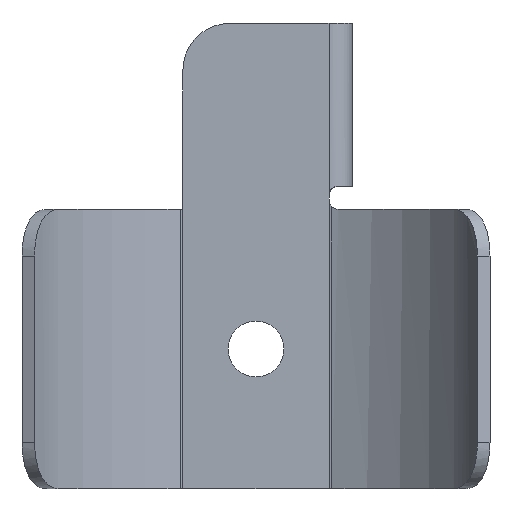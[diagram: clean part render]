
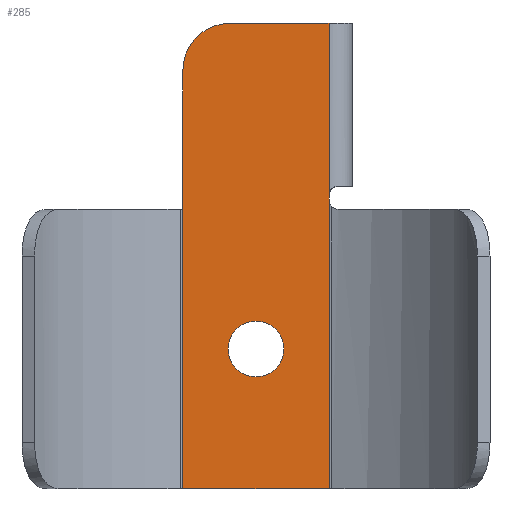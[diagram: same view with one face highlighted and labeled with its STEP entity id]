
A CAD part, front view. The second image highlights one B-rep face of the part: STEP entity #285.
In plain terms, the highlighted planar face has unit normal (0, -1, 0).
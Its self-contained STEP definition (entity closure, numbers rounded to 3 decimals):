
#119 = EDGE_CURVE ( 'NONE', #241, #272, #652, .T. ) ;
#143 = EDGE_CURVE ( 'NONE', #277, #300, #590, .T. ) ;
#155 = EDGE_LOOP ( 'NONE', ( #299, #303, #306, #301, #222, #232, #305, #223 ) ) ;
#185 = EDGE_CURVE ( 'NONE', #287, #288, #804, .T. ) ;
#186 = EDGE_CURVE ( 'NONE', #203, #272, #806, .T. ) ;
#187 = EDGE_CURVE ( 'NONE', #302, #277, #946, .T. ) ;
#203 = VERTEX_POINT ( 'NONE', #1060 ) ;
#222 = ORIENTED_EDGE ( 'NONE', *, *, #119, .F. ) ;
#223 = ORIENTED_EDGE ( 'NONE', *, *, #187, .F. ) ;
#224 = EDGE_CURVE ( 'NONE', #287, #302, #961, .T. ) ;
#226 = EDGE_LOOP ( 'NONE', ( #286, #231 ) ) ;
#230 = EDGE_CURVE ( 'NONE', #330, #329, #1042, .T. ) ;
#231 = ORIENTED_EDGE ( 'NONE', *, *, #230, .F. ) ;
#232 = ORIENTED_EDGE ( 'NONE', *, *, #315, .F. ) ;
#241 = VERTEX_POINT ( 'NONE', #1035 ) ;
#262 = EDGE_CURVE ( 'NONE', #329, #330, #1052, .T. ) ;
#272 = VERTEX_POINT ( 'NONE', #1134 ) ;
#277 = VERTEX_POINT ( 'NONE', #1135 ) ;
#285 = ADVANCED_FACE ( 'NONE', ( #1089, #1077 ), #1079, .T. ) ;
#286 = ORIENTED_EDGE ( 'NONE', *, *, #262, .F. ) ;
#287 = VERTEX_POINT ( 'NONE', #1067 ) ;
#288 = VERTEX_POINT ( 'NONE', #1129 ) ;
#299 = ORIENTED_EDGE ( 'NONE', *, *, #224, .F. ) ;
#300 = VERTEX_POINT ( 'NONE', #1081 ) ;
#301 = ORIENTED_EDGE ( 'NONE', *, *, #186, .T. ) ;
#302 = VERTEX_POINT ( 'NONE', #1013 ) ;
#303 = ORIENTED_EDGE ( 'NONE', *, *, #185, .T. ) ;
#304 = EDGE_CURVE ( 'NONE', #288, #203, #1096, .T. ) ;
#305 = ORIENTED_EDGE ( 'NONE', *, *, #143, .F. ) ;
#306 = ORIENTED_EDGE ( 'NONE', *, *, #304, .T. ) ;
#315 = EDGE_CURVE ( 'NONE', #300, #241, #1229, .T. ) ;
#329 = VERTEX_POINT ( 'NONE', #1257 ) ;
#330 = VERTEX_POINT ( 'NONE', #1236 ) ;
#533 = CARTESIAN_POINT ( 'NONE',  ( -16.008, 50., 0. ) ) ;
#587 = DIRECTION ( 'NONE',  ( 0., 0., -1. ) ) ;
#588 = VECTOR ( 'NONE', #587, 1000. ) ;
#589 = CARTESIAN_POINT ( 'NONE',  ( 15.692, 50., 100. ) ) ;
#590 = LINE ( 'NONE', #589, #588 ) ;
#650 = DIRECTION ( 'NONE',  ( -1., 0., 0. ) ) ;
#651 = VECTOR ( 'NONE', #650, 1000. ) ;
#652 = LINE ( 'NONE', #533, #651 ) ;
#804 = CIRCLE ( 'NONE', #904, 10. ) ;
#806 = LINE ( 'NONE', #950, #949 ) ;
#900 = CARTESIAN_POINT ( 'NONE',  ( -5.692, 50., 90. ) ) ;
#901 = CARTESIAN_POINT ( 'NONE',  ( 15.692, 50., 100. ) ) ;
#904 = AXIS2_PLACEMENT_3D ( 'NONE', #900, #908, #952 ) ;
#908 = DIRECTION ( 'NONE',  ( 0., -1., 0. ) ) ;
#944 = DIRECTION ( 'NONE',  ( 0., 0., -1. ) ) ;
#945 = VECTOR ( 'NONE', #944, 1000. ) ;
#946 = LINE ( 'NONE', #901, #945 ) ;
#948 = DIRECTION ( 'NONE',  ( 0., 0., -1. ) ) ;
#949 = VECTOR ( 'NONE', #948, 1000. ) ;
#950 = CARTESIAN_POINT ( 'NONE',  ( -15.692, 50., 60. ) ) ;
#952 = DIRECTION ( 'NONE',  ( 0., 0., -1. ) ) ;
#958 = DIRECTION ( 'NONE',  ( 1., 0., 0. ) ) ;
#959 = VECTOR ( 'NONE', #958, 1000. ) ;
#960 = CARTESIAN_POINT ( 'NONE',  ( -15.692, 50., 100. ) ) ;
#961 = LINE ( 'NONE', #960, #959 ) ;
#990 = DIRECTION ( 'NONE',  ( 0., -1., 0. ) ) ;
#991 = CARTESIAN_POINT ( 'NONE',  ( -16.008, 50., 60. ) ) ;
#1013 = CARTESIAN_POINT ( 'NONE',  ( 15.692, 50., 100. ) ) ;
#1035 = CARTESIAN_POINT ( 'NONE',  ( 15.692, 50., 0. ) ) ;
#1040 = AXIS2_PLACEMENT_3D ( 'NONE', #1157, #1156, #1155 ) ;
#1042 = CIRCLE ( 'NONE', #1040, 6. ) ;
#1044 = AXIS2_PLACEMENT_3D ( 'NONE', #1124, #1123, #1122 ) ;
#1052 = CIRCLE ( 'NONE', #1044, 6. ) ;
#1060 = CARTESIAN_POINT ( 'NONE',  ( -15.692, 50., 60. ) ) ;
#1067 = CARTESIAN_POINT ( 'NONE',  ( -5.692, 50., 100. ) ) ;
#1077 = FACE_OUTER_BOUND ( 'NONE', #155, .T. ) ;
#1079 = PLANE ( 'NONE',  #1082 ) ;
#1081 = CARTESIAN_POINT ( 'NONE',  ( 15.692, 50., 62. ) ) ;
#1082 = AXIS2_PLACEMENT_3D ( 'NONE', #991, #990, #1086 ) ;
#1086 = DIRECTION ( 'NONE',  ( 0., 0., -1. ) ) ;
#1089 = FACE_BOUND ( 'NONE', #226, .T. ) ;
#1096 = LINE ( 'NONE', #1151, #1150 ) ;
#1122 = DIRECTION ( 'NONE',  ( 0., 0., -1. ) ) ;
#1123 = DIRECTION ( 'NONE',  ( 0., -1., 0. ) ) ;
#1124 = CARTESIAN_POINT ( 'NONE',  ( 0., 50., 30. ) ) ;
#1129 = CARTESIAN_POINT ( 'NONE',  ( -15.692, 50., 90. ) ) ;
#1134 = CARTESIAN_POINT ( 'NONE',  ( -15.692, 50., 0. ) ) ;
#1135 = CARTESIAN_POINT ( 'NONE',  ( 15.692, 50., 63. ) ) ;
#1149 = DIRECTION ( 'NONE',  ( 0., 0., -1. ) ) ;
#1150 = VECTOR ( 'NONE', #1149, 1000. ) ;
#1151 = CARTESIAN_POINT ( 'NONE',  ( -15.692, 50., 100. ) ) ;
#1155 = DIRECTION ( 'NONE',  ( 0., 0., -1. ) ) ;
#1156 = DIRECTION ( 'NONE',  ( 0., -1., 0. ) ) ;
#1157 = CARTESIAN_POINT ( 'NONE',  ( 0., 50., 30. ) ) ;
#1229 = LINE ( 'NONE', #1230, #1231 ) ;
#1230 = CARTESIAN_POINT ( 'NONE',  ( 15.692, 50., 60. ) ) ;
#1231 = VECTOR ( 'NONE', #1244, 1000. ) ;
#1236 = CARTESIAN_POINT ( 'NONE',  ( 0., 50., 24. ) ) ;
#1244 = DIRECTION ( 'NONE',  ( 0., 0., -1. ) ) ;
#1257 = CARTESIAN_POINT ( 'NONE',  ( 0., 50., 36. ) ) ;
